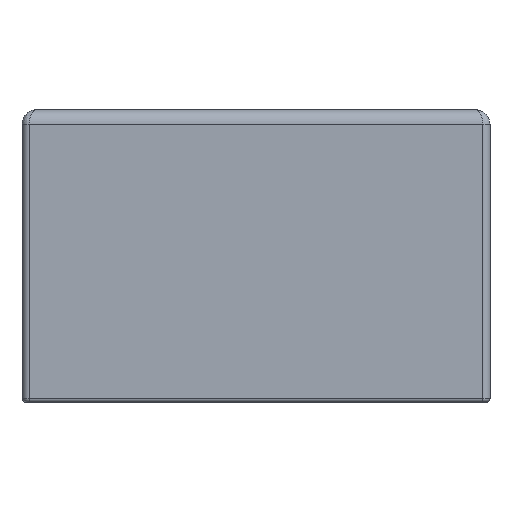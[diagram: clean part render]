
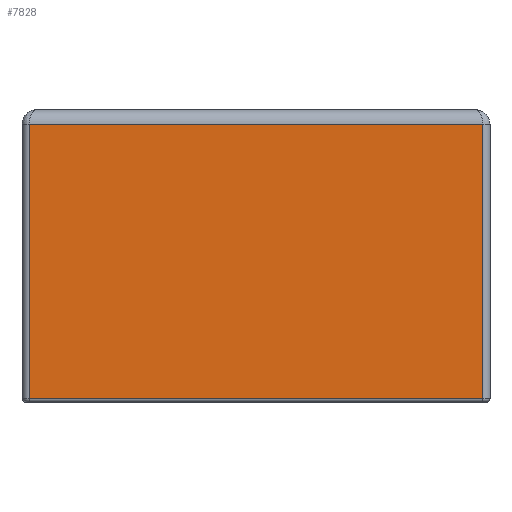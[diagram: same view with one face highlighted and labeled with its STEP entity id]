
A CAD part, front view. The second image highlights one B-rep face of the part: STEP entity #7828.
In plain terms, the highlighted planar face has unit normal (0, -1, 0).
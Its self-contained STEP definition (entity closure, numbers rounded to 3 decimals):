
#857 = CARTESIAN_POINT ( 'NONE',  ( 63., 0., 38. ) ) ;
#1575 = EDGE_CURVE ( 'NONE', #20388, #10626, #3621, .T. ) ;
#1598 = LINE ( 'NONE', #18141, #11343 ) ;
#2961 = AXIS2_PLACEMENT_3D ( 'NONE', #17081, #20762, #22247 ) ;
#3101 = VERTEX_POINT ( 'NONE', #20370 ) ;
#3621 = LINE ( 'NONE', #24234, #18085 ) ;
#5754 = CARTESIAN_POINT ( 'NONE',  ( 1., 0., 40. ) ) ;
#6818 = CARTESIAN_POINT ( 'NONE',  ( 0., 0., 38. ) ) ;
#7039 = CARTESIAN_POINT ( 'NONE',  ( 1., 0., 0.5 ) ) ;
#7124 = ORIENTED_EDGE ( 'NONE', *, *, #23054, .T. ) ;
#7240 = VECTOR ( 'NONE', #21774, 1000. ) ;
#7291 = FACE_OUTER_BOUND ( 'NONE', #19787, .T. ) ;
#7828 = ADVANCED_FACE ( 'NONE', ( #7291 ), #24094, .F. ) ;
#7910 = ORIENTED_EDGE ( 'NONE', *, *, #19000, .T. ) ;
#8030 = ORIENTED_EDGE ( 'NONE', *, *, #1575, .T. ) ;
#9072 = DIRECTION ( 'NONE',  ( 0., 0., 1. ) ) ;
#9152 = VERTEX_POINT ( 'NONE', #857 ) ;
#10062 = VECTOR ( 'NONE', #11279, 1000. ) ;
#10493 = LINE ( 'NONE', #6818, #7240 ) ;
#10626 = VERTEX_POINT ( 'NONE', #12673 ) ;
#11279 = DIRECTION ( 'NONE',  ( 0., 0., -1. ) ) ;
#11343 = VECTOR ( 'NONE', #9072, 1000. ) ;
#12673 = CARTESIAN_POINT ( 'NONE',  ( 63., 0., 0.5 ) ) ;
#14774 = DIRECTION ( 'NONE',  ( 1., 0., 0. ) ) ;
#15193 = LINE ( 'NONE', #5754, #10062 ) ;
#15200 = EDGE_CURVE ( 'NONE', #9152, #3101, #10493, .T. ) ;
#15972 = ORIENTED_EDGE ( 'NONE', *, *, #15200, .T. ) ;
#17081 = CARTESIAN_POINT ( 'NONE',  ( 0., 0., 40. ) ) ;
#18085 = VECTOR ( 'NONE', #14774, 1000. ) ;
#18141 = CARTESIAN_POINT ( 'NONE',  ( 63., 0., 40. ) ) ;
#19000 = EDGE_CURVE ( 'NONE', #3101, #20388, #15193, .T. ) ;
#19787 = EDGE_LOOP ( 'NONE', ( #7910, #8030, #7124, #15972 ) ) ;
#20370 = CARTESIAN_POINT ( 'NONE',  ( 1., 0., 38. ) ) ;
#20388 = VERTEX_POINT ( 'NONE', #7039 ) ;
#20762 = DIRECTION ( 'NONE',  ( 0., 1., 0. ) ) ;
#21774 = DIRECTION ( 'NONE',  ( -1., 0., 0. ) ) ;
#22247 = DIRECTION ( 'NONE',  ( 0., 0., 1. ) ) ;
#23054 = EDGE_CURVE ( 'NONE', #10626, #9152, #1598, .T. ) ;
#24094 = PLANE ( 'NONE',  #2961 ) ;
#24234 = CARTESIAN_POINT ( 'NONE',  ( 63., 0., 0.5 ) ) ;
